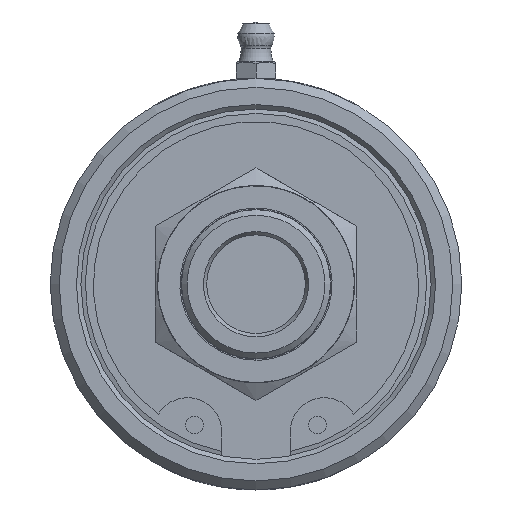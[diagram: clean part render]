
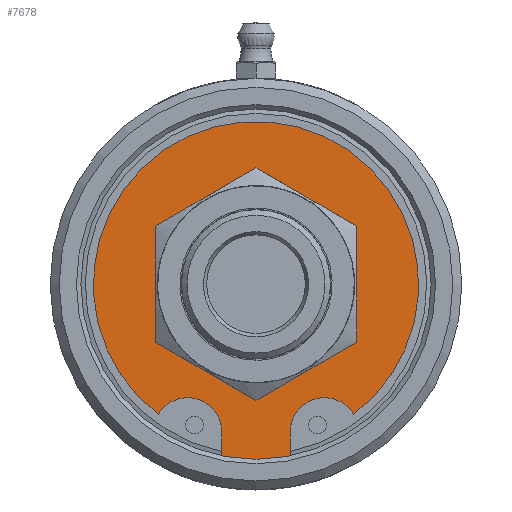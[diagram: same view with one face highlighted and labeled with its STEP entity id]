
A CAD part, left-side view. The second image highlights one B-rep face of the part: STEP entity #7678.
In plain terms, the highlighted planar face has unit normal (-1, 0, 0).
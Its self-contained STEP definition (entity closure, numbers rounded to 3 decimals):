
#454=PLANE('',#8349);
#516=FACE_BOUND('',#1359,.T.);
#517=FACE_BOUND('',#1360,.T.);
#893=FACE_OUTER_BOUND('',#1358,.T.);
#1358=EDGE_LOOP('',(#6931));
#1359=EDGE_LOOP('',(#6932,#6933,#6934,#6935,#6936,#6937));
#1360=EDGE_LOOP('',(#6938,#6939));
#2321=LINE('',#17716,#2750);
#2322=LINE('',#17723,#2751);
#2750=VECTOR('',#10034,10.);
#2751=VECTOR('',#10041,10.);
#2934=CIRCLE('',#8350,33.45);
#2935=CIRCLE('',#8351,32.817);
#2936=CIRCLE('',#8352,6.066);
#2937=CIRCLE('',#8353,28.854);
#2938=CIRCLE('',#8354,6.066);
#2939=CIRCLE('',#8355,17.5);
#2940=CIRCLE('',#8356,17.5);
#3683=VERTEX_POINT('',#17710);
#3684=VERTEX_POINT('',#17712);
#3685=VERTEX_POINT('',#17713);
#3686=VERTEX_POINT('',#17715);
#3687=VERTEX_POINT('',#17717);
#3688=VERTEX_POINT('',#17719);
#3689=VERTEX_POINT('',#17721);
#3690=VERTEX_POINT('',#17724);
#3691=VERTEX_POINT('',#17725);
#4788=EDGE_CURVE('',#3683,#3683,#2934,.T.);
#4789=EDGE_CURVE('',#3684,#3685,#2935,.T.);
#4790=EDGE_CURVE('',#3686,#3684,#2321,.T.);
#4791=EDGE_CURVE('',#3687,#3686,#2936,.T.);
#4792=EDGE_CURVE('',#3688,#3687,#2937,.T.);
#4793=EDGE_CURVE('',#3689,#3688,#2938,.T.);
#4794=EDGE_CURVE('',#3685,#3689,#2322,.T.);
#4795=EDGE_CURVE('',#3690,#3691,#2939,.T.);
#4796=EDGE_CURVE('',#3691,#3690,#2940,.T.);
#6931=ORIENTED_EDGE('',*,*,#4788,.F.);
#6932=ORIENTED_EDGE('',*,*,#4789,.F.);
#6933=ORIENTED_EDGE('',*,*,#4790,.F.);
#6934=ORIENTED_EDGE('',*,*,#4791,.F.);
#6935=ORIENTED_EDGE('',*,*,#4792,.F.);
#6936=ORIENTED_EDGE('',*,*,#4793,.F.);
#6937=ORIENTED_EDGE('',*,*,#4794,.F.);
#6938=ORIENTED_EDGE('',*,*,#4795,.T.);
#6939=ORIENTED_EDGE('',*,*,#4796,.T.);
#7678=ADVANCED_FACE('',(#893,#516,#517),#454,.T.);
#8349=AXIS2_PLACEMENT_3D('',#17709,#10028,#10029);
#8350=AXIS2_PLACEMENT_3D('',#17711,#10030,#10031);
#8351=AXIS2_PLACEMENT_3D('',#17714,#10032,#10033);
#8352=AXIS2_PLACEMENT_3D('',#17718,#10035,#10036);
#8353=AXIS2_PLACEMENT_3D('',#17720,#10037,#10038);
#8354=AXIS2_PLACEMENT_3D('',#17722,#10039,#10040);
#8355=AXIS2_PLACEMENT_3D('',#17726,#10042,#10043);
#8356=AXIS2_PLACEMENT_3D('',#17727,#10044,#10045);
#10028=DIRECTION('center_axis',(-1.,0.,0.));
#10029=DIRECTION('ref_axis',(0.,0.,1.));
#10030=DIRECTION('center_axis',(1.,0.,0.));
#10031=DIRECTION('ref_axis',(0.,0.,1.));
#10032=DIRECTION('center_axis',(-1.,0.,0.));
#10033=DIRECTION('ref_axis',(0.,-0.185,-0.983));
#10034=DIRECTION('',(0.,0.,-1.));
#10035=DIRECTION('center_axis',(-1.,0.,0.));
#10036=DIRECTION('ref_axis',(0.,-0.858,0.514));
#10037=DIRECTION('center_axis',(1.,0.,0.));
#10038=DIRECTION('ref_axis',(0.,0.601,0.799));
#10039=DIRECTION('center_axis',(-1.,0.,0.));
#10040=DIRECTION('ref_axis',(0.,-1.,0.));
#10041=DIRECTION('',(0.,0.,1.));
#10042=DIRECTION('center_axis',(1.,0.,0.));
#10043=DIRECTION('ref_axis',(0.,0.,1.));
#10044=DIRECTION('center_axis',(1.,0.,0.));
#10045=DIRECTION('ref_axis',(0.,0.,1.));
#17709=CARTESIAN_POINT('Origin',(38.6,0.,8.75));
#17710=CARTESIAN_POINT('',(38.6,0.,-33.45));
#17711=CARTESIAN_POINT('Origin',(38.6,0.,0.));
#17712=CARTESIAN_POINT('',(38.6,-6.066,-32.251));
#17713=CARTESIAN_POINT('',(38.6,6.066,-32.251));
#17714=CARTESIAN_POINT('Origin',(38.6,0.,0.));
#17715=CARTESIAN_POINT('',(38.6,-6.066,-26.186));
#17716=CARTESIAN_POINT('',(38.6,-6.066,-26.186));
#17717=CARTESIAN_POINT('',(38.6,-17.334,-23.068));
#17718=CARTESIAN_POINT('Origin',(38.6,-12.131,-26.186));
#17719=CARTESIAN_POINT('',(38.6,17.334,-23.068));
#17720=CARTESIAN_POINT('Origin',(38.6,0.,0.));
#17721=CARTESIAN_POINT('',(38.6,6.066,-26.186));
#17722=CARTESIAN_POINT('Origin',(38.6,12.131,-26.186));
#17723=CARTESIAN_POINT('',(38.6,6.066,-32.251));
#17724=CARTESIAN_POINT('',(38.6,0.,17.5));
#17725=CARTESIAN_POINT('',(38.6,0.,-17.5));
#17726=CARTESIAN_POINT('Origin',(38.6,0.,0.));
#17727=CARTESIAN_POINT('Origin',(38.6,0.,0.));
